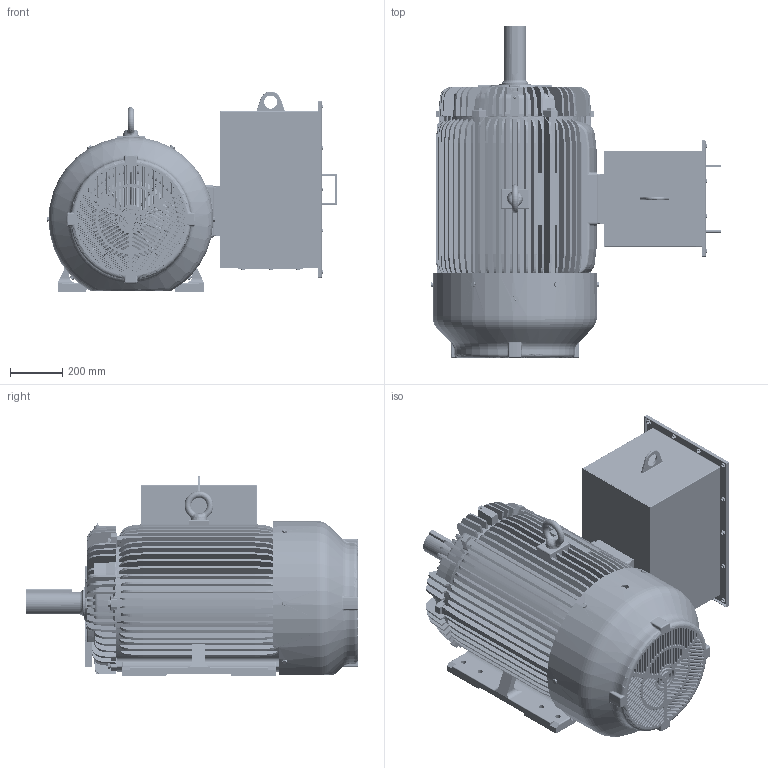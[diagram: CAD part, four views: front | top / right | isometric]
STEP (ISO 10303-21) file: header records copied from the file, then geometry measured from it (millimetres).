
FILE_DESCRIPTION(('CATIA V5 STEP Exchange'),'2;1');
FILE_NAME('31043A093-AEHH8B #447T.stp','2016-03-07T01:58:53+00:00',('none'),('none'),'CATIA Version 5 Release 19 SP 9 (IN-10)','CATIA V5 STEP AP203','none');
FILE_SCHEMA(('CONFIG_CONTROL_DESIGN'));
Products named in the file (1): 31043A093-AEHH8B #447T
Bounding box: 1110 x 1267.9 x 766.67 mm (x, y, z)
Volume: 73394449.3 mm3; surface area: 12261966.9 mm2
Topology: 3 solids, 60 shells, 6889 faces, 18664 edges, 11739 vertices
Faces by surface type: plane 2354, cylinder 1530, bspline 1111, torus 953, cone 750, sphere 171, revolution 20
Entity records: 294308 total; most frequent: CARTESIAN_POINT 145440, ORIENTED_EDGE 36690, DIRECTION 20292, EDGE_CURVE 18345, VERTEX_POINT 11739, AXIS2_PLACEMENT_3D 9445, EDGE_LOOP 7479, ADVANCED_FACE 6889
